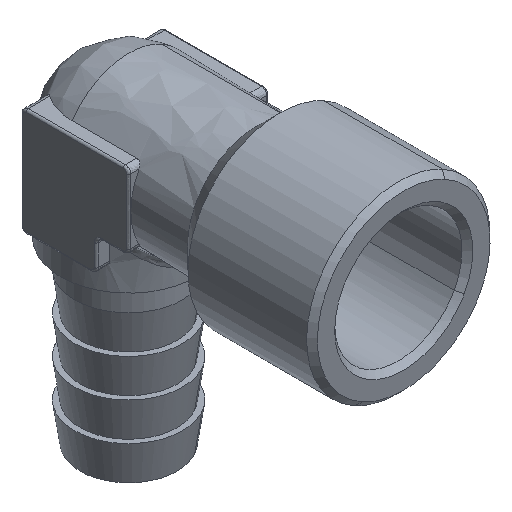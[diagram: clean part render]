
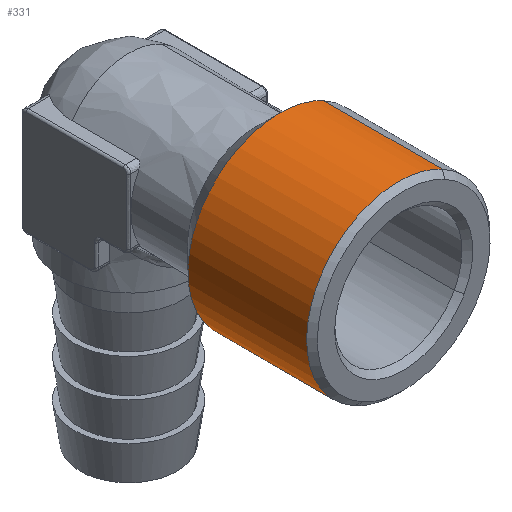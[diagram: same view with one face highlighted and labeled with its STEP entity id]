
A CAD part, isometric view. The second image highlights one B-rep face of the part: STEP entity #331.
In plain terms, the highlighted free-form (B-spline) face has degree [2, 1] with [9, 2] control points.
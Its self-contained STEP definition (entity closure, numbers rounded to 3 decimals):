
#60=(
BOUNDED_SURFACE()
B_SPLINE_SURFACE(2,1,((#5006,#5007),(#5008,#5009),(#5010,#5011),(#5012,
#5013),(#5014,#5015),(#5016,#5017),(#5018,#5019),(#5020,#5021),(#5022,#5023)),
 .UNSPECIFIED.,.T.,.F.,.F.)
B_SPLINE_SURFACE_WITH_KNOTS((3,2,2,2,3),(2,2),(0.,1.571,3.142,
4.712,6.283),(0.,13.32),.UNSPECIFIED.)
GEOMETRIC_REPRESENTATION_ITEM()
RATIONAL_B_SPLINE_SURFACE(((1.,1.),(0.707,0.707),
(1.,1.),(0.707,0.707),(1.,1.),(0.707,
0.707),(1.,1.),(0.707,0.707),(1.,1.)))
REPRESENTATION_ITEM('')
SURFACE()
);
#331=ADVANCED_FACE('',(#429),#60,.T.);
#429=FACE_OUTER_BOUND('',#528,.T.);
#528=EDGE_LOOP('',(#788,#789,#790,#791));
#788=ORIENTED_EDGE('',*,*,#1251,.T.);
#789=ORIENTED_EDGE('',*,*,#1250,.F.);
#790=ORIENTED_EDGE('',*,*,#1252,.T.);
#791=ORIENTED_EDGE('',*,*,#1253,.T.);
#1250=EDGE_CURVE('',#2174,#2175,#1643,.T.);
#1251=EDGE_CURVE('',#2176,#2175,#1803,.T.);
#1252=EDGE_CURVE('',#2174,#2177,#1804,.T.);
#1253=EDGE_CURVE('',#2177,#2176,#1644,.T.);
#1643=(
BOUNDED_CURVE()
B_SPLINE_CURVE(2,(#5028,#5029,#5030,#5031,#5032),.UNSPECIFIED.,.F.,.F.)
B_SPLINE_CURVE_WITH_KNOTS((3,2,3),(-26.704,-13.352,
0.),.UNSPECIFIED.)
CURVE()
GEOMETRIC_REPRESENTATION_ITEM()
RATIONAL_B_SPLINE_CURVE((1.,0.707,1.,0.707,1.))
REPRESENTATION_ITEM('')
);
#1644=(
BOUNDED_CURVE()
B_SPLINE_CURVE(2,(#5037,#5038,#5039,#5040,#5041),.UNSPECIFIED.,.F.,.F.)
B_SPLINE_CURVE_WITH_KNOTS((3,2,3),(0.,13.352,26.704),
 .UNSPECIFIED.)
CURVE()
GEOMETRIC_REPRESENTATION_ITEM()
RATIONAL_B_SPLINE_CURVE((1.,0.707,1.,0.707,1.))
REPRESENTATION_ITEM('')
);
#1803=B_SPLINE_CURVE_WITH_KNOTS('',1,(#5033,#5034),.UNSPECIFIED.,.F.,.F.,
(2,2),(0.,11.),.UNSPECIFIED.);
#1804=B_SPLINE_CURVE_WITH_KNOTS('',1,(#5035,#5036),.UNSPECIFIED.,.F.,.F.,
(2,2),(-11.,0.),.UNSPECIFIED.);
#2174=VERTEX_POINT('',#5024);
#2175=VERTEX_POINT('',#5025);
#2176=VERTEX_POINT('',#5026);
#2177=VERTEX_POINT('',#5027);
#5006=CARTESIAN_POINT('',(0.,-26.16,-8.5));
#5007=CARTESIAN_POINT('',(0.,-12.84,-8.5));
#5008=CARTESIAN_POINT('',(-8.5,-26.16,-8.5));
#5009=CARTESIAN_POINT('',(-8.5,-12.84,-8.5));
#5010=CARTESIAN_POINT('',(-8.5,-26.16,0.));
#5011=CARTESIAN_POINT('',(-8.5,-12.84,0.));
#5012=CARTESIAN_POINT('',(-8.5,-26.16,8.5));
#5013=CARTESIAN_POINT('',(-8.5,-12.84,8.5));
#5014=CARTESIAN_POINT('',(0.,-26.16,8.5));
#5015=CARTESIAN_POINT('',(0.,-12.84,8.5));
#5016=CARTESIAN_POINT('',(8.5,-26.16,8.5));
#5017=CARTESIAN_POINT('',(8.5,-12.84,8.5));
#5018=CARTESIAN_POINT('',(8.5,-26.16,0.));
#5019=CARTESIAN_POINT('',(8.5,-12.84,0.));
#5020=CARTESIAN_POINT('',(8.5,-26.16,-8.5));
#5021=CARTESIAN_POINT('',(8.5,-12.84,-8.5));
#5022=CARTESIAN_POINT('',(0.,-26.16,-8.5));
#5023=CARTESIAN_POINT('',(0.,-12.84,-8.5));
#5024=CARTESIAN_POINT('',(-4.075,-14.,-7.459));
#5025=CARTESIAN_POINT('',(4.075,-14.,7.459));
#5026=CARTESIAN_POINT('',(4.075,-25.,7.459));
#5027=CARTESIAN_POINT('',(-4.075,-25.,-7.459));
#5028=CARTESIAN_POINT('',(-4.075,-14.,-7.459));
#5029=CARTESIAN_POINT('',(-11.535,-14.,-3.384));
#5030=CARTESIAN_POINT('',(-7.459,-14.,4.075));
#5031=CARTESIAN_POINT('',(-3.384,-14.,11.535));
#5032=CARTESIAN_POINT('',(4.075,-14.,7.459));
#5033=CARTESIAN_POINT('',(4.075,-25.,7.459));
#5034=CARTESIAN_POINT('',(4.075,-14.,7.459));
#5035=CARTESIAN_POINT('',(-4.075,-14.,-7.459));
#5036=CARTESIAN_POINT('',(-4.075,-25.,-7.459));
#5037=CARTESIAN_POINT('',(-4.075,-25.,-7.459));
#5038=CARTESIAN_POINT('',(-11.535,-25.,-3.384));
#5039=CARTESIAN_POINT('',(-7.459,-25.,4.075));
#5040=CARTESIAN_POINT('',(-3.384,-25.,11.535));
#5041=CARTESIAN_POINT('',(4.075,-25.,7.459));
